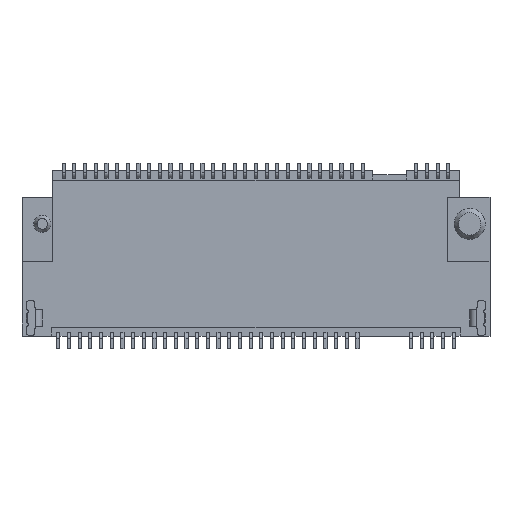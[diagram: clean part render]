
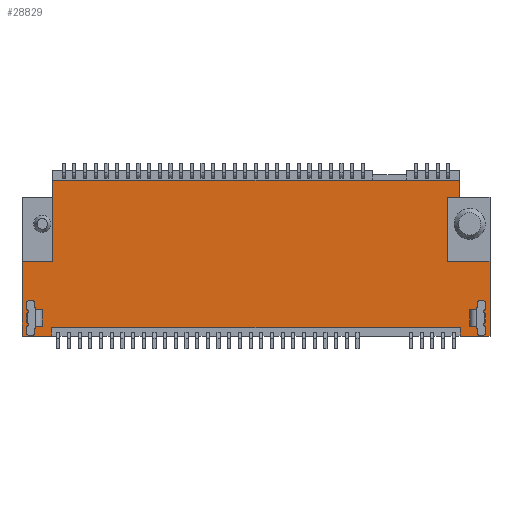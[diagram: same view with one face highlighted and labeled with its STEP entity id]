
A CAD part, front view. The second image highlights one B-rep face of the part: STEP entity #28829.
In plain terms, the highlighted planar face has unit normal (0, -1, 0).
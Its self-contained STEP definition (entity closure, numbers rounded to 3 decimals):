
#512=FACE_BOUND('',#2980,.T.);
#513=FACE_BOUND('',#2981,.T.);
#1398=FACE_OUTER_BOUND('',#2979,.T.);
#2979=EDGE_LOOP('',(#21145,#21146,#21147,#21148,#21149,#21150,#21151,#21152,
#21153,#21154,#21155,#21156,#21157,#21158,#21159));
#2980=EDGE_LOOP('',(#21160,#21161,#21162,#21163));
#2981=EDGE_LOOP('',(#21164,#21165,#21166,#21167));
#4259=LINE('',#40914,#7523);
#4838=LINE('',#42139,#8102);
#4851=LINE('',#42164,#8115);
#5404=LINE('',#43542,#8668);
#5406=LINE('',#43546,#8670);
#5407=LINE('',#43547,#8671);
#5408=LINE('',#43549,#8672);
#5409=LINE('',#43551,#8673);
#5410=LINE('',#43553,#8674);
#5411=LINE('',#43555,#8675);
#5412=LINE('',#43557,#8676);
#5413=LINE('',#43559,#8677);
#5414=LINE('',#43561,#8678);
#5415=LINE('',#43563,#8679);
#5416=LINE('',#43564,#8680);
#5417=LINE('',#43567,#8681);
#5418=LINE('',#43569,#8682);
#5419=LINE('',#43571,#8683);
#5420=LINE('',#43572,#8684);
#5421=LINE('',#43575,#8685);
#5422=LINE('',#43577,#8686);
#5423=LINE('',#43579,#8687);
#5424=LINE('',#43580,#8688);
#7523=VECTOR('',#32586,3.5);
#8102=VECTOR('',#33271,1.4);
#8115=VECTOR('',#33284,1.4);
#8668=VECTOR('',#34657,0.4);
#8670=VECTOR('',#34661,19.1);
#8671=VECTOR('',#34662,0.4);
#8672=VECTOR('',#34663,3.5);
#8673=VECTOR('',#34664,2.);
#8674=VECTOR('',#34665,3.);
#8675=VECTOR('',#34666,0.55);
#8676=VECTOR('',#34667,0.8);
#8677=VECTOR('',#34668,19.);
#8678=VECTOR('',#34669,0.8);
#8679=VECTOR('',#34670,3.);
#8680=VECTOR('',#34671,1.45);
#8681=VECTOR('',#34672,0.76);
#8682=VECTOR('',#34673,0.2);
#8683=VECTOR('',#34674,0.76);
#8684=VECTOR('',#34675,0.2);
#8685=VECTOR('',#34676,0.76);
#8686=VECTOR('',#34677,0.2);
#8687=VECTOR('',#34678,0.76);
#8688=VECTOR('',#34679,0.2);
#11796=VERTEX_POINT('',#40911);
#11797=VERTEX_POINT('',#40913);
#12363=VERTEX_POINT('',#42137);
#12374=VERTEX_POINT('',#42161);
#12375=VERTEX_POINT('',#42163);
#12790=VERTEX_POINT('',#43541);
#12791=VERTEX_POINT('',#43545);
#12792=VERTEX_POINT('',#43548);
#12793=VERTEX_POINT('',#43550);
#12794=VERTEX_POINT('',#43552);
#12795=VERTEX_POINT('',#43554);
#12796=VERTEX_POINT('',#43556);
#12797=VERTEX_POINT('',#43558);
#12798=VERTEX_POINT('',#43560);
#12799=VERTEX_POINT('',#43562);
#12800=VERTEX_POINT('',#43565);
#12801=VERTEX_POINT('',#43566);
#12802=VERTEX_POINT('',#43568);
#12803=VERTEX_POINT('',#43570);
#12804=VERTEX_POINT('',#43573);
#12805=VERTEX_POINT('',#43574);
#12806=VERTEX_POINT('',#43576);
#12807=VERTEX_POINT('',#43578);
#14651=EDGE_CURVE('',#11797,#11796,#4259,.T.);
#15252=EDGE_CURVE('',#11796,#12363,#4838,.T.);
#15265=EDGE_CURVE('',#12375,#12374,#4851,.T.);
#15954=EDGE_CURVE('',#12363,#12790,#5404,.T.);
#15956=EDGE_CURVE('',#12791,#12790,#5406,.T.);
#15957=EDGE_CURVE('',#12375,#12791,#5407,.T.);
#15958=EDGE_CURVE('',#12792,#12374,#5408,.T.);
#15959=EDGE_CURVE('',#12792,#12793,#5409,.T.);
#15960=EDGE_CURVE('',#12794,#12793,#5410,.T.);
#15961=EDGE_CURVE('',#12795,#12794,#5411,.T.);
#15962=EDGE_CURVE('',#12796,#12795,#5412,.T.);
#15963=EDGE_CURVE('',#12797,#12796,#5413,.T.);
#15964=EDGE_CURVE('',#12797,#12798,#5414,.T.);
#15965=EDGE_CURVE('',#12799,#12798,#5415,.T.);
#15966=EDGE_CURVE('',#11797,#12799,#5416,.T.);
#15967=EDGE_CURVE('',#12800,#12801,#5417,.T.);
#15968=EDGE_CURVE('',#12801,#12802,#5418,.T.);
#15969=EDGE_CURVE('',#12803,#12802,#5419,.T.);
#15970=EDGE_CURVE('',#12803,#12800,#5420,.T.);
#15971=EDGE_CURVE('',#12804,#12805,#5421,.T.);
#15972=EDGE_CURVE('',#12806,#12805,#5422,.T.);
#15973=EDGE_CURVE('',#12807,#12806,#5423,.T.);
#15974=EDGE_CURVE('',#12804,#12807,#5424,.T.);
#21145=ORIENTED_EDGE('',*,*,#15956,.F.);
#21146=ORIENTED_EDGE('',*,*,#15957,.F.);
#21147=ORIENTED_EDGE('',*,*,#15265,.T.);
#21148=ORIENTED_EDGE('',*,*,#15958,.F.);
#21149=ORIENTED_EDGE('',*,*,#15959,.T.);
#21150=ORIENTED_EDGE('',*,*,#15960,.F.);
#21151=ORIENTED_EDGE('',*,*,#15961,.F.);
#21152=ORIENTED_EDGE('',*,*,#15962,.F.);
#21153=ORIENTED_EDGE('',*,*,#15963,.F.);
#21154=ORIENTED_EDGE('',*,*,#15964,.T.);
#21155=ORIENTED_EDGE('',*,*,#15965,.F.);
#21156=ORIENTED_EDGE('',*,*,#15966,.F.);
#21157=ORIENTED_EDGE('',*,*,#14651,.T.);
#21158=ORIENTED_EDGE('',*,*,#15252,.T.);
#21159=ORIENTED_EDGE('',*,*,#15954,.T.);
#21160=ORIENTED_EDGE('',*,*,#15967,.T.);
#21161=ORIENTED_EDGE('',*,*,#15968,.T.);
#21162=ORIENTED_EDGE('',*,*,#15969,.F.);
#21163=ORIENTED_EDGE('',*,*,#15970,.T.);
#21164=ORIENTED_EDGE('',*,*,#15971,.T.);
#21165=ORIENTED_EDGE('',*,*,#15972,.F.);
#21166=ORIENTED_EDGE('',*,*,#15973,.F.);
#21167=ORIENTED_EDGE('',*,*,#15974,.F.);
#27750=PLANE('',#30510);
#28829=ADVANCED_FACE('',(#1398,#512,#513),#27750,.T.);
#30510=AXIS2_PLACEMENT_3D('',#43544,#34659,#34660);
#32586=DIRECTION('',(0.,0.,-1.));
#33271=DIRECTION('',(1.,0.,0.));
#33284=DIRECTION('',(1.,0.,0.));
#34657=DIRECTION('',(0.,0.,1.));
#34659=DIRECTION('center_axis',(0.,-1.,0.));
#34660=DIRECTION('ref_axis',(0.,0.,-1.));
#34661=DIRECTION('',(-1.,0.,0.));
#34662=DIRECTION('',(0.,0.,1.));
#34663=DIRECTION('',(0.,0.,-1.));
#34664=DIRECTION('',(-1.,0.,0.));
#34665=DIRECTION('',(0.,0.,-1.));
#34666=DIRECTION('',(-1.,0.,0.));
#34667=DIRECTION('',(0.,0.,-1.));
#34668=DIRECTION('',(1.,0.,0.));
#34669=DIRECTION('',(0.,0.,-1.));
#34670=DIRECTION('',(0.,0.,1.));
#34671=DIRECTION('',(1.,0.,0.));
#34672=DIRECTION('',(0.,0.,1.));
#34673=DIRECTION('',(1.,0.,0.));
#34674=DIRECTION('',(0.,0.,1.));
#34675=DIRECTION('',(-1.,0.,0.));
#34676=DIRECTION('',(0.,0.,1.));
#34677=DIRECTION('',(-1.,0.,0.));
#34678=DIRECTION('',(0.,0.,1.));
#34679=DIRECTION('',(1.,0.,0.));
#40911=CARTESIAN_POINT('',(-10.95,-1.385,-7.75));
#40913=CARTESIAN_POINT('',(-10.95,-1.385,-4.25));
#40914=CARTESIAN_POINT('',(-10.95,-1.385,-4.25));
#42137=CARTESIAN_POINT('',(-9.55,-1.385,-7.75));
#42139=CARTESIAN_POINT('',(-10.95,-1.385,-7.75));
#42161=CARTESIAN_POINT('',(10.95,-1.385,-7.75));
#42163=CARTESIAN_POINT('',(9.55,-1.385,-7.75));
#42164=CARTESIAN_POINT('',(9.55,-1.385,-7.75));
#43541=CARTESIAN_POINT('',(-9.55,-1.385,-7.35));
#43542=CARTESIAN_POINT('',(-9.55,-1.385,-7.75));
#43544=CARTESIAN_POINT('Origin',(-10.95,-1.385,0.));
#43545=CARTESIAN_POINT('',(9.55,-1.385,-7.35));
#43546=CARTESIAN_POINT('',(9.55,-1.385,-7.35));
#43547=CARTESIAN_POINT('',(9.55,-1.385,-7.75));
#43548=CARTESIAN_POINT('',(10.95,-1.385,-4.25));
#43549=CARTESIAN_POINT('',(10.95,-1.385,-4.25));
#43550=CARTESIAN_POINT('',(8.95,-1.385,-4.25));
#43551=CARTESIAN_POINT('',(10.95,-1.385,-4.25));
#43552=CARTESIAN_POINT('',(8.95,-1.385,-1.25));
#43553=CARTESIAN_POINT('',(8.95,-1.385,-1.25));
#43554=CARTESIAN_POINT('',(9.5,-1.385,-1.25));
#43555=CARTESIAN_POINT('',(9.5,-1.385,-1.25));
#43556=CARTESIAN_POINT('',(9.5,-1.385,-0.45));
#43557=CARTESIAN_POINT('',(9.5,-1.385,-0.45));
#43558=CARTESIAN_POINT('',(-9.5,-1.385,-0.45));
#43559=CARTESIAN_POINT('',(-9.5,-1.385,-0.45));
#43560=CARTESIAN_POINT('',(-9.5,-1.385,-1.25));
#43561=CARTESIAN_POINT('',(-9.5,-1.385,-0.45));
#43562=CARTESIAN_POINT('',(-9.5,-1.385,-4.25));
#43563=CARTESIAN_POINT('',(-9.5,-1.385,-4.25));
#43564=CARTESIAN_POINT('',(-10.95,-1.385,-4.25));
#43565=CARTESIAN_POINT('',(10.,-1.385,-7.28));
#43566=CARTESIAN_POINT('',(10.,-1.385,-6.52));
#43567=CARTESIAN_POINT('',(10.,-1.385,-7.28));
#43568=CARTESIAN_POINT('',(10.2,-1.385,-6.52));
#43569=CARTESIAN_POINT('',(10.,-1.385,-6.52));
#43570=CARTESIAN_POINT('',(10.2,-1.385,-7.28));
#43571=CARTESIAN_POINT('',(10.2,-1.385,-7.28));
#43572=CARTESIAN_POINT('',(10.2,-1.385,-7.28));
#43573=CARTESIAN_POINT('',(-10.2,-1.385,-7.28));
#43574=CARTESIAN_POINT('',(-10.2,-1.385,-6.52));
#43575=CARTESIAN_POINT('',(-10.2,-1.385,-7.28));
#43576=CARTESIAN_POINT('',(-10.,-1.385,-6.52));
#43577=CARTESIAN_POINT('',(-10.,-1.385,-6.52));
#43578=CARTESIAN_POINT('',(-10.,-1.385,-7.28));
#43579=CARTESIAN_POINT('',(-10.,-1.385,-7.28));
#43580=CARTESIAN_POINT('',(-10.2,-1.385,-7.28));
